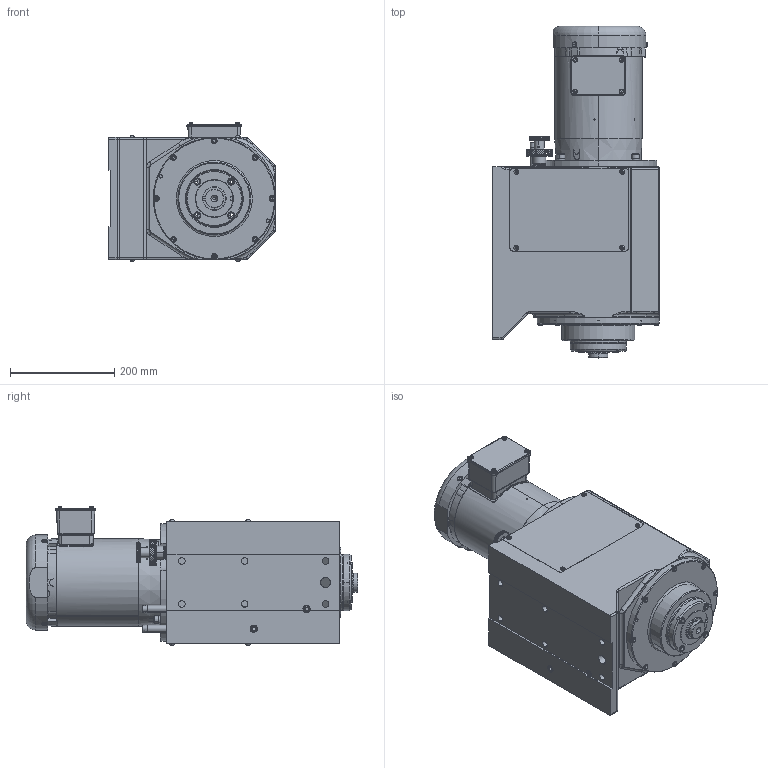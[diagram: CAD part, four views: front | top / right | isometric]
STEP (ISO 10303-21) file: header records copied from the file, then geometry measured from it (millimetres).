
FILE_DESCRIPTION (( 'STEP AP203' ), '1' );
FILE_NAME ('M20.STEP', '2016-01-13T20:13:03', ( '' ), ( '' ), 'SwSTEP 2.0', 'SolidWorks 2015', '' );
FILE_SCHEMA (( 'CONFIG_CONTROL_DESIGN' ));
Products named in the file (1): M20
Bounding box: 320.68 x 637.79 x 265.27 mm (x, y, z)
Surface area: 1001463.8 mm2 (no closed solid volume)
Topology: 0 solids, 256 shells, 1731 faces, 7065 edges, 5510 vertices
Faces by surface type: plane 779, cylinder 711, cone 121, torus 46, bspline 43, sphere 31
Entity records: 81101 total; most frequent: CARTESIAN_POINT 28136, DIRECTION 10153, ORIENTED_EDGE 9802, EDGE_CURVE 7053, VERTEX_POINT 5510, AXIS2_PLACEMENT_3D 3552, VECTOR 3049, LINE 3049
